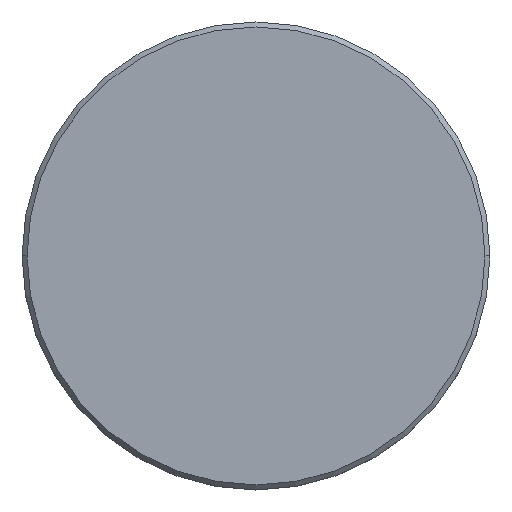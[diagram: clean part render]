
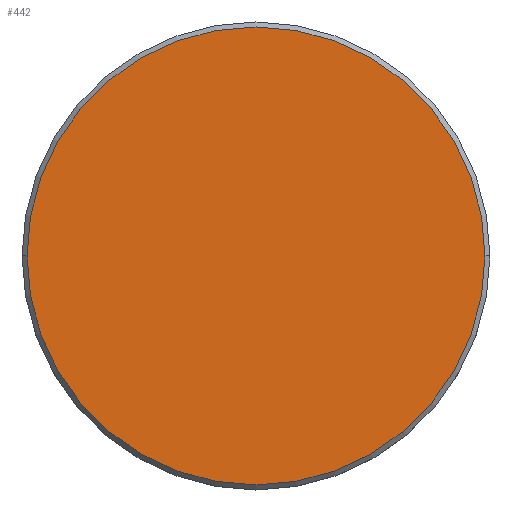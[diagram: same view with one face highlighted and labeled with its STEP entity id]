
A CAD part, top view. The second image highlights one B-rep face of the part: STEP entity #442.
In plain terms, the highlighted planar face has unit normal (0, 0, 1).
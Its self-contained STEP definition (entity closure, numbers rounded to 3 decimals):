
#205 = CARTESIAN_POINT ( 'NONE',  ( 0., 0., 0. ) ) ;
#225 = CARTESIAN_POINT ( 'NONE',  ( 0., 0., 0. ) ) ;
#267 = AXIS2_PLACEMENT_3D ( 'NONE', #620, #363, #1082 ) ;
#296 = EDGE_CURVE ( 'NONE', #1045, #413, #484, .T. ) ;
#313 = ORIENTED_EDGE ( 'NONE', *, *, #1063, .T. ) ;
#332 = DIRECTION ( 'NONE',  ( 1., 0., 0. ) ) ;
#337 = AXIS2_PLACEMENT_3D ( 'NONE', #225, #1141, #332 ) ;
#351 = CARTESIAN_POINT ( 'NONE',  ( -23., 0., 0. ) ) ;
#363 = DIRECTION ( 'NONE',  ( 0., 0., 1. ) ) ;
#413 = VERTEX_POINT ( 'NONE', #351 ) ;
#442 = ADVANCED_FACE ( 'NONE', ( #989 ), #992, .T. ) ;
#448 = CIRCLE ( 'NONE', #834, 23. ) ;
#484 = CIRCLE ( 'NONE', #337, 23. ) ;
#620 = CARTESIAN_POINT ( 'NONE',  ( 0., 0., 0. ) ) ;
#754 = CARTESIAN_POINT ( 'NONE',  ( 23., 0., 0. ) ) ;
#834 = AXIS2_PLACEMENT_3D ( 'NONE', #205, #1015, #919 ) ;
#919 = DIRECTION ( 'NONE',  ( 1., 0., 0. ) ) ;
#989 = FACE_OUTER_BOUND ( 'NONE', #1066, .T. ) ;
#992 = PLANE ( 'NONE',  #267 ) ;
#1015 = DIRECTION ( 'NONE',  ( 0., 0., 1. ) ) ;
#1034 = ORIENTED_EDGE ( 'NONE', *, *, #296, .T. ) ;
#1045 = VERTEX_POINT ( 'NONE', #754 ) ;
#1063 = EDGE_CURVE ( 'NONE', #413, #1045, #448, .T. ) ;
#1066 = EDGE_LOOP ( 'NONE', ( #313, #1034 ) ) ;
#1082 = DIRECTION ( 'NONE',  ( 1., 0., 0. ) ) ;
#1141 = DIRECTION ( 'NONE',  ( 0., 0., 1. ) ) ;
